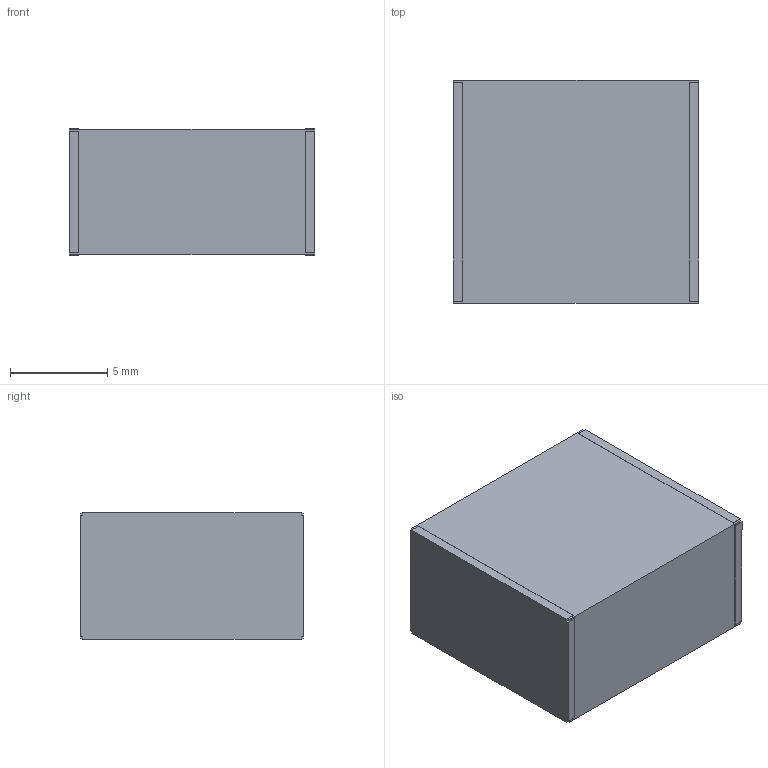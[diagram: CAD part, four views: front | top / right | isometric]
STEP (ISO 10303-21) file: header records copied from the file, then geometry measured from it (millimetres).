
FILE_DESCRIPTION (( 'STEP AP214' ), '1' );
FILE_NAME ('25283r1.STEP', '2011-06-30T14:00:17', ( 'Vicor User' ), ( 'Microsoft' ), 'SwSTEP 2.0', 'SolidWorks 2010', '' );
FILE_SCHEMA (( 'AUTOMOTIVE_DESIGN' ));
Length unit declared in the file: millimetre
Products named in the file (1): 25283r1
Bounding box: 12.67 x 11.52 x 6.5 mm (x, y, z)
Volume: 943.1 mm3; surface area: 605.9 mm2
Topology: 1 solids, 1 shells, 46 faces, 132 edges, 88 vertices
Faces by surface type: plane 46
Entity records: 1587 total; most frequent: CARTESIAN_POINT 267, ORIENTED_EDGE 264, DIRECTION 226, VECTOR 132, LINE 132, EDGE_CURVE 132, VERTEX_POINT 88, AXIS2_PLACEMENT_3D 47
